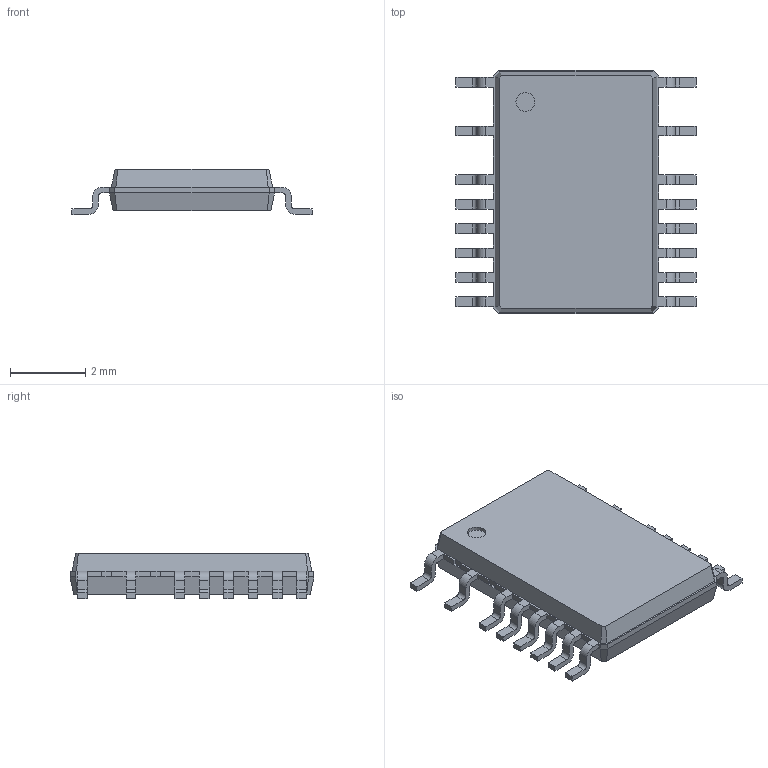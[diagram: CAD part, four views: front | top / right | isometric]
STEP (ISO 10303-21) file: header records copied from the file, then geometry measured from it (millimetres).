
FILE_DESCRIPTION(/* description */ ('model of TSSOP-20_4.4x6.5mm_P0.65mm'),/* implementation_level */ '2;1');
FILE_NAME(/* name */ 'LT8631.stp',/* time_stamp */ '2019-03-13T09:44:50+01:00',/* author */ ('Thartarus'),/* organization */ ('FreeCAD'),/* preprocessor_version */ 'ST-DEVELOPER v17',/* originating_system */ 'Autodesk Inventor 2019',/* authorisation */ '');
FILE_SCHEMA (('AUTOMOTIVE_DESIGN { 1 0 10303 214 3 1 1 }'));
Length unit declared in the file: millimetre
Products named in the file (1): LT8631
Bounding box: 6.4 x 6.5 x 1.2 mm (x, y, z)
Volume: 30.8 mm3; surface area: 95.4 mm2
Topology: 1 solids, 1 shells, 300 faces, 789 edges, 492 vertices
Faces by surface type: plane 235, cylinder 65
Full cylindrical faces by diameter (mm): 0.5 x1
Entity records: 9393 total; most frequent: CARTESIAN_POINT 1582, ORIENTED_EDGE 1578, DIRECTION 1523, EDGE_CURVE 789, LINE 657, VECTOR 657, VERTEX_POINT 492, AXIS2_PLACEMENT_3D 433
